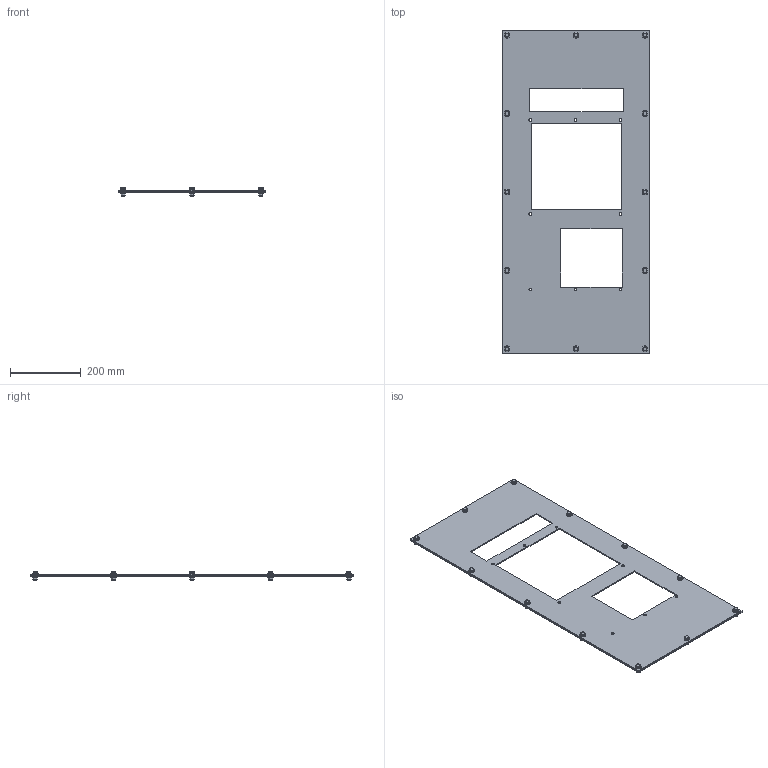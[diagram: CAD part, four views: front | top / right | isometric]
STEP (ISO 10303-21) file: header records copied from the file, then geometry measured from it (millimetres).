
FILE_DESCRIPTION(/* description */ ('36" X 16-3/8" COVER PLATE'),/* implementation_level */ '2;1');
FILE_NAME(/* name */ 'D36CVPKN34C3DP24.stp',/* time_stamp */ '2017-10-11T15:30:35+05:00',/* author */ ('vdas'),/* organization */ (''),/* preprocessor_version */ 'ST-DEVELOPER v16.1',/* originating_system */ 'Autodesk Inventor 2016',/* authorisation */ '');
FILE_SCHEMA (('AUTOMOTIVE_DESIGN { 1 0 10303 214 3 1 1 }'));
Length unit declared in the file: inch
Products named in the file (9): D36CVPK3NA4C3DP24L; D3616CVPGSKT; 30221; 3905; 3907; 34929; 10 GA TO 14 GA w 0.125 Comp; 34466; D36CVPKN34C3DP24
Assembly tree (19 placements, depth 3):
  D36CVPKN34C3DP24
    D36CVPK3NA4C3DP24L
    D3616CVPGSKT
    10 GA TO 14 GA w 0.125 Comp  x12
      30221
      3905
      3907
      34929
    34466
Bounding box: 415.93 x 914.4 x 24.22 mm (x, y, z)
Volume: 1092346.6 mm3; surface area: 738030.4 mm2
Topology: 51 solids, 51 shells, 732 faces, 1587 edges, 986 vertices
Faces by surface type: plane 392, cylinder 160, cone 132, bspline 24, torus 24
Full cylindrical faces by diameter (mm): 4.978 x12, 5.556 x12, 5.969 x12, 6.35 x12, 6.985 x12, 7.144 x12, 7.366 x12, 7.938 x8, 11.049 x12, 11.125 x12, 15.24 x12, 15.875 x12, 16.51 x12, 44.45 x1, 44.958 x1
Entity records: 4743 total; most frequent: CARTESIAN_POINT 830, DIRECTION 759, ORIENTED_EDGE 626, EDGE_CURVE 313, AXIS2_PLACEMENT_3D 297, EDGE_LOOP 285, VERTEX_POINT 236, LINE 165
